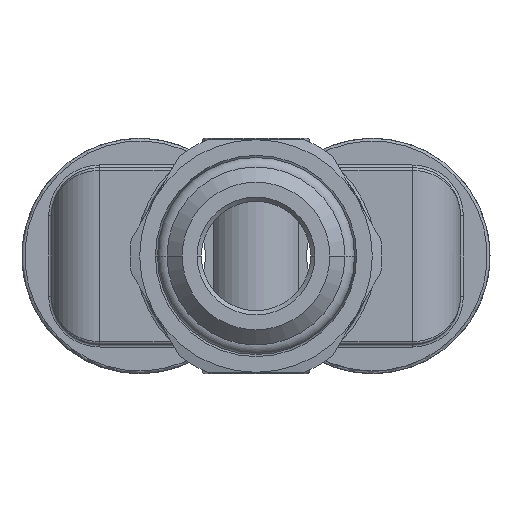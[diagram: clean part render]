
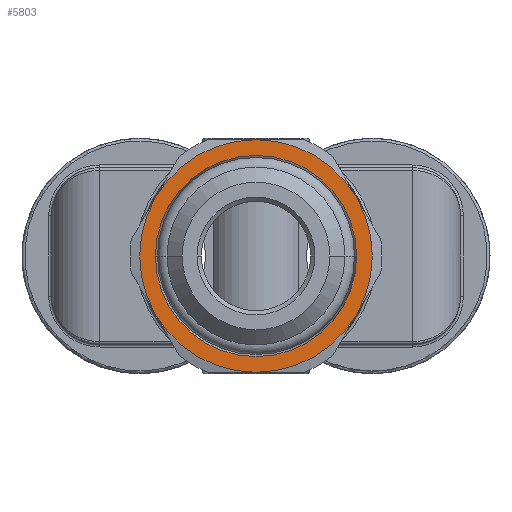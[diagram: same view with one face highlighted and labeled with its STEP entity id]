
A CAD part, front view. The second image highlights one B-rep face of the part: STEP entity #5803.
In plain terms, the highlighted planar face has unit normal (0, -1, 0).
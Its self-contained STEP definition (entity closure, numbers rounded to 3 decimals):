
#1229=CARTESIAN_POINT('',(0.,-6.,0.));
#1230=DIRECTION('',(0.,-1.,0.));
#1231=DIRECTION('',(-1.,0.,0.));
#1232=AXIS2_PLACEMENT_3D('',#1229,#1230,#1231);
#1234=CARTESIAN_POINT('',(0.,-6.,0.));
#1235=DIRECTION('',(0.,-1.,0.));
#1236=DIRECTION('',(1.,0.,0.));
#1237=AXIS2_PLACEMENT_3D('',#1234,#1235,#1236);
#1239=CARTESIAN_POINT('',(0.,-6.,0.));
#1240=DIRECTION('',(0.,-1.,0.));
#1241=DIRECTION('',(0.,0.,1.));
#1242=AXIS2_PLACEMENT_3D('',#1239,#1240,#1241);
#1244=CARTESIAN_POINT('',(0.,-6.,0.));
#1245=DIRECTION('',(0.,-1.,0.));
#1246=DIRECTION('',(0.866,0.,0.5));
#1247=AXIS2_PLACEMENT_3D('',#1244,#1245,#1246);
#1249=CARTESIAN_POINT('',(0.,-6.,0.));
#1250=DIRECTION('',(0.,-1.,0.));
#1251=DIRECTION('',(0.866,0.,-0.5));
#1252=AXIS2_PLACEMENT_3D('',#1249,#1250,#1251);
#1254=CARTESIAN_POINT('',(0.,-6.,0.));
#1255=DIRECTION('',(0.,-1.,0.));
#1256=DIRECTION('',(0.,0.,-1.));
#1257=AXIS2_PLACEMENT_3D('',#1254,#1255,#1256);
#1259=CARTESIAN_POINT('',(0.,-6.,0.));
#1260=DIRECTION('',(0.,-1.,0.));
#1261=DIRECTION('',(-0.866,0.,-0.5));
#1262=AXIS2_PLACEMENT_3D('',#1259,#1260,#1261);
#1264=CARTESIAN_POINT('',(0.,-6.,0.));
#1265=DIRECTION('',(0.,-1.,0.));
#1266=DIRECTION('',(-0.866,0.,0.5));
#1267=AXIS2_PLACEMENT_3D('',#1264,#1265,#1266);
#1269=CARTESIAN_POINT('',(0.,-6.,
8.5));
#1370=CARTESIAN_POINT('',(0.,-6.,
-8.5));
#1405=CARTESIAN_POINT('',(7.361,-6.,4.25));
#1467=CARTESIAN_POINT('',(-7.361,-6.,
4.25));
#1499=CARTESIAN_POINT('',(-7.361,-6.,
-4.25));
#3501=CARTESIAN_POINT('',(7.361,-6.,
-4.25));
#4095=CARTESIAN_POINT('',(-7.35,-6.,0.));
#4096=VERTEX_POINT('',#4095);
#4099=CARTESIAN_POINT('',(7.35,-6.,0.));
#4100=VERTEX_POINT('',#4099);
#4125=VERTEX_POINT('',#1269);
#4132=VERTEX_POINT('',#1467);
#4138=VERTEX_POINT('',#1499);
#4144=VERTEX_POINT('',#1370);
#4150=VERTEX_POINT('',#3501);
#4156=VERTEX_POINT('',#1405);
#5780=CARTESIAN_POINT('',(0.,-6.,0.));
#5781=DIRECTION('',(0.,-1.,0.));
#5782=DIRECTION('',(0.,0.,1.));
#5783=AXIS2_PLACEMENT_3D('',#5780,#5781,#5782);
#5784=PLANE('',#5783);
#5786=ORIENTED_EDGE('',*,*,#5785,.F.);
#5788=ORIENTED_EDGE('',*,*,#5787,.F.);
#5790=ORIENTED_EDGE('',*,*,#5789,.F.);
#5792=ORIENTED_EDGE('',*,*,#5791,.F.);
#5794=ORIENTED_EDGE('',*,*,#5793,.F.);
#5796=ORIENTED_EDGE('',*,*,#5795,.F.);
#5797=EDGE_LOOP('',(#5786,#5788,#5790,#5792,#5794,#5796));
#5798=FACE_OUTER_BOUND('',#5797,.F.);
#5799=ORIENTED_EDGE('',*,*,#5775,.T.);
#5800=ORIENTED_EDGE('',*,*,#5759,.T.);
#5801=EDGE_LOOP('',(#5799,#5800));
#5802=FACE_BOUND('',#5801,.F.);
#5803=ADVANCED_FACE('',(#5798,#5802),#5784,.T.);
#1233=CIRCLE('',#1232,7.35);
#1238=CIRCLE('',#1237,7.35);
#1243=CIRCLE('',#1242,8.5);
#1248=CIRCLE('',#1247,8.5);
#1253=CIRCLE('',#1252,8.5);
#1258=CIRCLE('',#1257,8.5);
#1263=CIRCLE('',#1262,8.5);
#1268=CIRCLE('',#1267,8.5);
#5759=EDGE_CURVE('',#4100,#4096,#1238,.T.);
#5775=EDGE_CURVE('',#4096,#4100,#1233,.T.);
#5785=EDGE_CURVE('',#4125,#4132,#1243,.T.);
#5787=EDGE_CURVE('',#4156,#4125,#1248,.T.);
#5789=EDGE_CURVE('',#4150,#4156,#1253,.T.);
#5791=EDGE_CURVE('',#4144,#4150,#1258,.T.);
#5793=EDGE_CURVE('',#4138,#4144,#1263,.T.);
#5795=EDGE_CURVE('',#4132,#4138,#1268,.T.);
